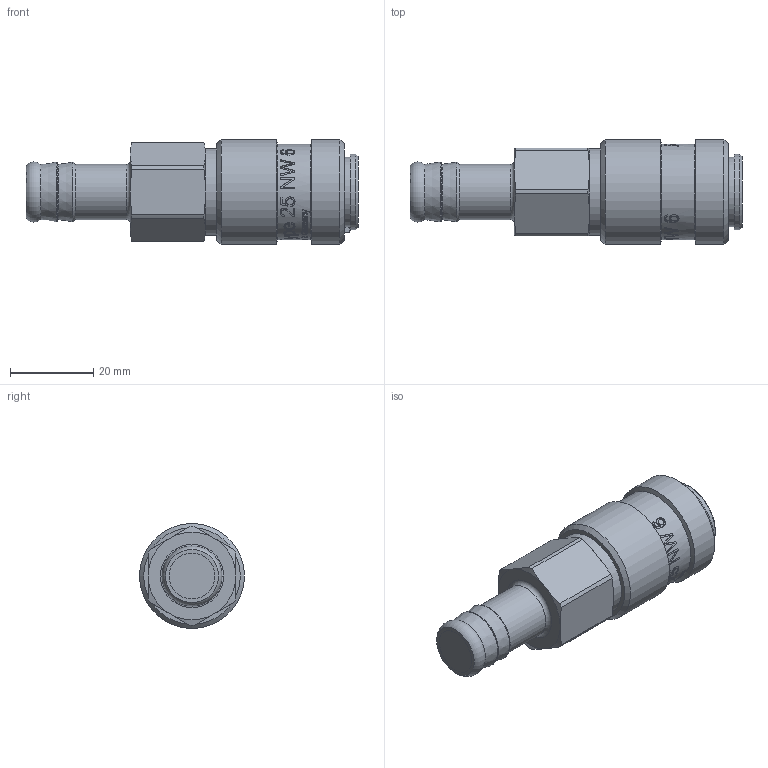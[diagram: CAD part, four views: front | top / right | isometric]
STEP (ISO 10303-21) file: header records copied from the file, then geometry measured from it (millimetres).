
FILE_DESCRIPTION((''),'2;1');
FILE_NAME('52kbtf13spn.stp','2013-05-13T07:36:05',('AS035480'),(''),'Autodesk Inventor 2011','Autodesk Inventor 2011','');
FILE_SCHEMA(('AUTOMOTIVE_DESIGN { 1 0 10303 214 1 1 1 1 }'));
Length unit declared in the file: millimetre
Products named in the file (1): D106544
Bounding box: 79.55 x 25.15 x 25.15 mm (x, y, z)
Volume: 25058.6 mm3; surface area: 11337.4 mm2
Topology: 3 solids, 5 shells, 523 faces, 1373 edges, 907 vertices
Faces by surface type: bspline 233, plane 198, cylinder 63, cone 23, torus 6
Full cylindrical faces by diameter (mm): 11 x1, 13.2 x1, 14.437 x2, 15.35 x1, 16.5 x1, 16.65 x1, 17 x1, 18 x2, 18.25 x2, 20.5 x1, 20.85 x1, 21 x2, 23 x1, 25.15 x2
Entity records: 74110 total; most frequent: CARTESIAN_POINT 62663, ORIENTED_EDGE 2662, DIRECTION 1428, EDGE_CURVE 1331, VERTEX_POINT 900, B_SPLINE_CURVE_WITH_KNOTS 633, EDGE_LOOP 613, FACE_OUTER_BOUND 523
